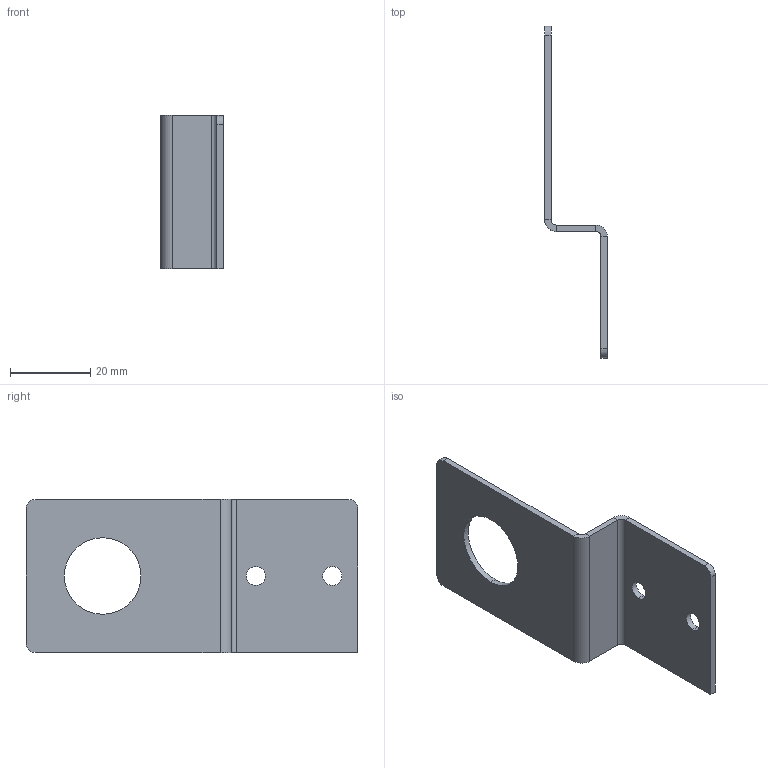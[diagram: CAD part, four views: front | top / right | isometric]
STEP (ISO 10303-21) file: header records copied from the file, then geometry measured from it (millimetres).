
FILE_DESCRIPTION((''),'2;1');
FILE_NAME('195843_ASM','2016-07-29T',('pdmadmin'),(''),'PRO/ENGINEER BY PARAMETRIC TECHNOLOGY CORPORATION, 2016010','PRO/ENGINEER BY PARAMETRIC TECHNOLOGY CORPORATION, 2016010','');
FILE_SCHEMA(('CONFIG_CONTROL_DESIGN'));
Length unit declared in the file: inch
Products named in the file (2): 195842; 195843_ASM
Assembly tree (1 placements, depth 2):
  195843_ASM
    195842
Bounding box: 15.54 x 82.55 x 38.1 mm (x, y, z)
Volume: 5175.3 mm3; surface area: 7127.6 mm2
Topology: 1 solids, 1 shells, 31 faces, 71 edges, 42 vertices
Faces by surface type: plane 18, cylinder 13
Entity records: 944 total; most frequent: DIRECTION 165, CARTESIAN_POINT 147, ORIENTED_EDGE 142, EDGE_CURVE 71, AXIS2_PLACEMENT_3D 60, VECTOR 45, LINE 45, VERTEX_POINT 42
